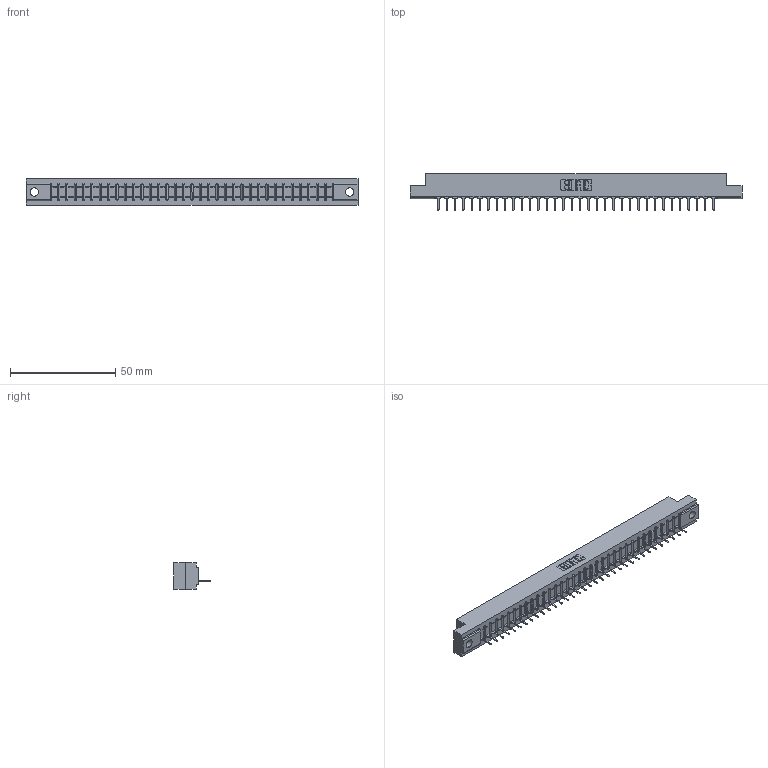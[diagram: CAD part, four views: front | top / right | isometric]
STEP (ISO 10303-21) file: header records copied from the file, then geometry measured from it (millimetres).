
FILE_DESCRIPTION (( 'STEP AP203' ), '1' );
FILE_NAME ('307-034-431-104.STEP', '2020-09-28T20:24:44', ( '' ), ( '' ), 'SwSTEP 2.0', 'SolidWorks 2020', '' );
FILE_SCHEMA (( 'CONFIG_CONTROL_DESIGN' ));
Length unit declared in the file: inch
Products named in the file (3): 307-290-001_531; 307-034-431-104; 307 Part_.156 Dia Mounting Holes
Assembly tree (35 placements, depth 2):
  307-034-431-104
    307 Part_.156 Dia Mounting Holes
    307-290-001_531  x34
Bounding box: 157.73 x 17.42 x 12.7 mm (x, y, z)
Volume: 16160.8 mm3; surface area: 16449.8 mm2
Topology: 35 solids, 35 shells, 2071 faces, 5867 edges, 3770 vertices
Faces by surface type: plane 1342, cylinder 659, sphere 70
Entity records: 30520 total; most frequent: CARTESIAN_POINT 5142, ORIENTED_EDGE 5126, DIRECTION 4997, EDGE_CURVE 2563, VECTOR 1971, LINE 1971, VERTEX_POINT 1658, AXIS2_PLACEMENT_3D 1513
